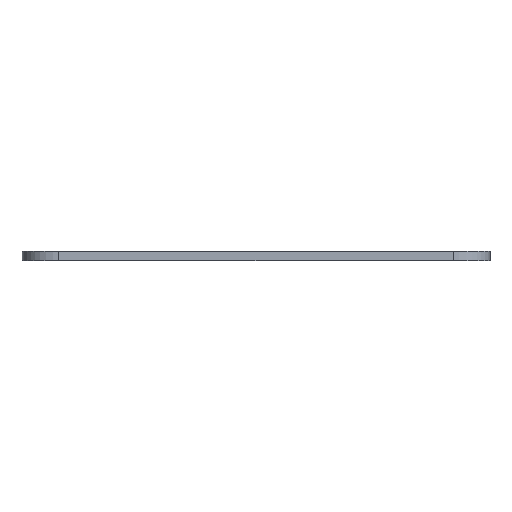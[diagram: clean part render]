
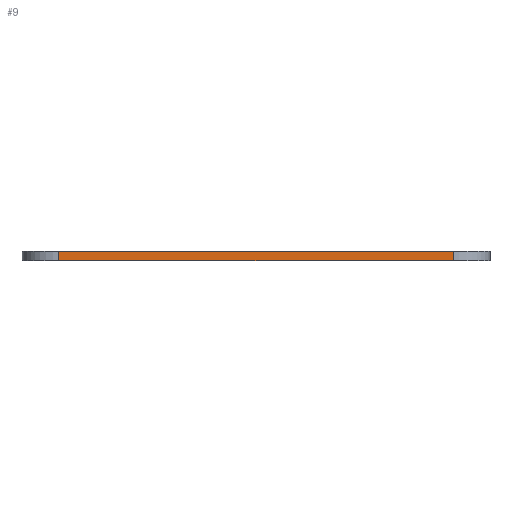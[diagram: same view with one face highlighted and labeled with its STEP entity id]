
A CAD part, left-side view. The second image highlights one B-rep face of the part: STEP entity #9.
In plain terms, the highlighted planar face has unit normal (-1, 0, 0).
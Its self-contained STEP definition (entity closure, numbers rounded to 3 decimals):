
#3 = EDGE_CURVE ( 'NONE', #277, #66, #373, .T. ) ;
#9 = ADVANCED_FACE ( 'NONE', ( #189 ), #431, .F. ) ;
#36 = ORIENTED_EDGE ( 'NONE', *, *, #3, .F. ) ;
#65 = DIRECTION ( 'NONE',  ( 1., 0., 0. ) ) ;
#66 = VERTEX_POINT ( 'NONE', #74 ) ;
#74 = CARTESIAN_POINT ( 'NONE',  ( -19., -16., 0. ) ) ;
#88 = VERTEX_POINT ( 'NONE', #381 ) ;
#163 = CARTESIAN_POINT ( 'NONE',  ( -19., -16., 0.81 ) ) ;
#189 = FACE_OUTER_BOUND ( 'NONE', #225, .T. ) ;
#191 = EDGE_CURVE ( 'NONE', #88, #592, #436, .T. ) ;
#202 = EDGE_CURVE ( 'NONE', #88, #277, #402, .T. ) ;
#214 = ORIENTED_EDGE ( 'NONE', *, *, #202, .F. ) ;
#225 = EDGE_LOOP ( 'NONE', ( #677, #36, #214, #541 ) ) ;
#277 = VERTEX_POINT ( 'NONE', #760 ) ;
#318 = CARTESIAN_POINT ( 'NONE',  ( -19., 16., 0.81 ) ) ;
#362 = VECTOR ( 'NONE', #571, 1000. ) ;
#367 = CARTESIAN_POINT ( 'NONE',  ( -19., -16., 0.81 ) ) ;
#373 = LINE ( 'NONE', #482, #661 ) ;
#381 = CARTESIAN_POINT ( 'NONE',  ( -19., 16., 0.81 ) ) ;
#402 = LINE ( 'NONE', #163, #362 ) ;
#413 = VECTOR ( 'NONE', #743, 1000. ) ;
#431 = PLANE ( 'NONE',  #475 ) ;
#436 = LINE ( 'NONE', #318, #490 ) ;
#475 = AXIS2_PLACEMENT_3D ( 'NONE', #367, #65, #607 ) ;
#482 = CARTESIAN_POINT ( 'NONE',  ( -19., -16., 0.81 ) ) ;
#490 = VECTOR ( 'NONE', #559, 1000. ) ;
#541 = ORIENTED_EDGE ( 'NONE', *, *, #191, .T. ) ;
#558 = CARTESIAN_POINT ( 'NONE',  ( -19., 16., 0. ) ) ;
#559 = DIRECTION ( 'NONE',  ( 0., 0., -1. ) ) ;
#566 = CARTESIAN_POINT ( 'NONE',  ( -19., -16., 0. ) ) ;
#571 = DIRECTION ( 'NONE',  ( 0., -1., 0. ) ) ;
#592 = VERTEX_POINT ( 'NONE', #558 ) ;
#607 = DIRECTION ( 'NONE',  ( 0., 0., -1. ) ) ;
#644 = EDGE_CURVE ( 'NONE', #592, #66, #740, .T. ) ;
#656 = DIRECTION ( 'NONE',  ( 0., 0., -1. ) ) ;
#661 = VECTOR ( 'NONE', #656, 1000. ) ;
#677 = ORIENTED_EDGE ( 'NONE', *, *, #644, .T. ) ;
#740 = LINE ( 'NONE', #566, #413 ) ;
#743 = DIRECTION ( 'NONE',  ( 0., -1., 0. ) ) ;
#760 = CARTESIAN_POINT ( 'NONE',  ( -19., -16., 0.81 ) ) ;
